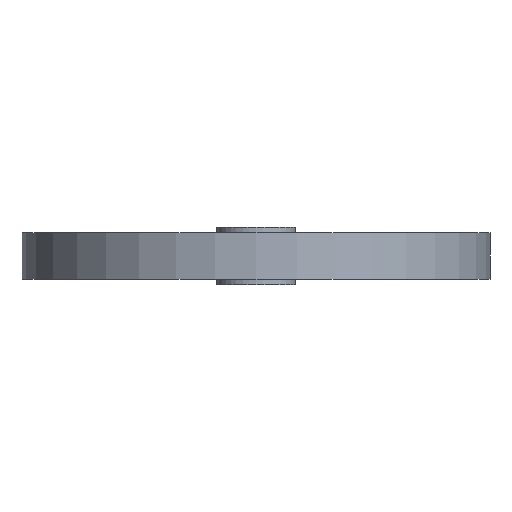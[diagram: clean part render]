
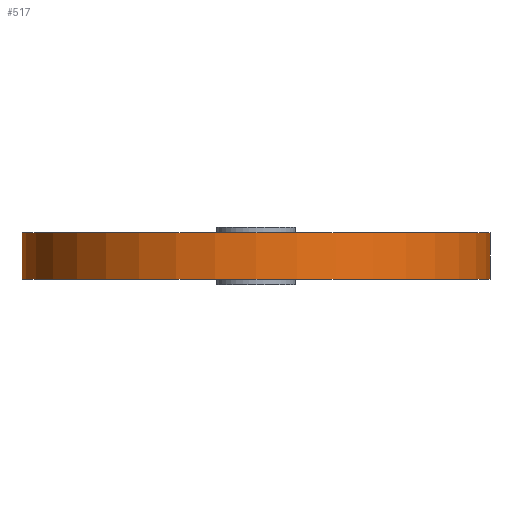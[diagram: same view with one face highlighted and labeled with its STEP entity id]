
A CAD part, front view. The second image highlights one B-rep face of the part: STEP entity #517.
In plain terms, the highlighted cylindrical face has radius 12.878 mm (diameter 25.756 mm), a partial arc.
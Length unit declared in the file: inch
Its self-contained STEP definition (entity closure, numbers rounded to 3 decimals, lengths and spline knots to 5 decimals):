
#85 = DIRECTION ( 'NONE',  ( 0., 0., -1. ) ) ;
#268 = VERTEX_POINT ( 'NONE', #960 ) ;
#476 = DIRECTION ( 'NONE',  ( 0., 0., -1. ) ) ;
#517 = ADVANCED_FACE ( 'NONE', ( #2324 ), #2646, .T. ) ;
#524 = CARTESIAN_POINT ( 'NONE',  ( 0.507, 0., 0.1 ) ) ;
#575 = VECTOR ( 'NONE', #85, 39.37008 ) ;
#602 = CARTESIAN_POINT ( 'NONE',  ( -0.507, 0., 0. ) ) ;
#675 = CARTESIAN_POINT ( 'NONE',  ( 0.507, 0., 0. ) ) ;
#778 = VERTEX_POINT ( 'NONE', #602 ) ;
#808 = DIRECTION ( 'NONE',  ( 1., 0., 0. ) ) ;
#815 = DIRECTION ( 'NONE',  ( -1., 0., 0. ) ) ;
#824 = CIRCLE ( 'NONE', #3096, 0.507 ) ;
#936 = CARTESIAN_POINT ( 'NONE',  ( 0., 0., 0.1 ) ) ;
#960 = CARTESIAN_POINT ( 'NONE',  ( 0.507, 0., 0.1 ) ) ;
#1104 = ORIENTED_EDGE ( 'NONE', *, *, #2610, .T. ) ;
#1128 = VERTEX_POINT ( 'NONE', #3660 ) ;
#1269 = EDGE_CURVE ( 'NONE', #778, #2525, #1455, .T. ) ;
#1283 = LINE ( 'NONE', #2505, #575 ) ;
#1455 = CIRCLE ( 'NONE', #3744, 0.507 ) ;
#1645 = EDGE_CURVE ( 'NONE', #268, #2525, #2027, .T. ) ;
#1679 = ORIENTED_EDGE ( 'NONE', *, *, #2580, .F. ) ;
#2027 = LINE ( 'NONE', #524, #2290 ) ;
#2050 = DIRECTION ( 'NONE',  ( 0., 0., -1. ) ) ;
#2195 = DIRECTION ( 'NONE',  ( 0., 0., 1. ) ) ;
#2290 = VECTOR ( 'NONE', #2050, 39.37008 ) ;
#2324 = FACE_OUTER_BOUND ( 'NONE', #3774, .T. ) ;
#2505 = CARTESIAN_POINT ( 'NONE',  ( -0.507, 0., 0.1 ) ) ;
#2525 = VERTEX_POINT ( 'NONE', #675 ) ;
#2580 = EDGE_CURVE ( 'NONE', #1128, #268, #824, .T. ) ;
#2610 = EDGE_CURVE ( 'NONE', #1128, #778, #1283, .T. ) ;
#2643 = DIRECTION ( 'NONE',  ( 0., 0., 1. ) ) ;
#2646 = CYLINDRICAL_SURFACE ( 'NONE', #3178, 0.507 ) ;
#2996 = CARTESIAN_POINT ( 'NONE',  ( 0., 0., 0. ) ) ;
#3096 = AXIS2_PLACEMENT_3D ( 'NONE', #936, #2195, #3768 ) ;
#3144 = ORIENTED_EDGE ( 'NONE', *, *, #1645, .F. ) ;
#3178 = AXIS2_PLACEMENT_3D ( 'NONE', #3624, #476, #815 ) ;
#3624 = CARTESIAN_POINT ( 'NONE',  ( 0., 0., 0.1 ) ) ;
#3660 = CARTESIAN_POINT ( 'NONE',  ( -0.507, 0., 0.1 ) ) ;
#3744 = AXIS2_PLACEMENT_3D ( 'NONE', #2996, #2643, #808 ) ;
#3768 = DIRECTION ( 'NONE',  ( 1., 0., 0. ) ) ;
#3774 = EDGE_LOOP ( 'NONE', ( #3144, #1679, #1104, #3863 ) ) ;
#3863 = ORIENTED_EDGE ( 'NONE', *, *, #1269, .T. ) ;
